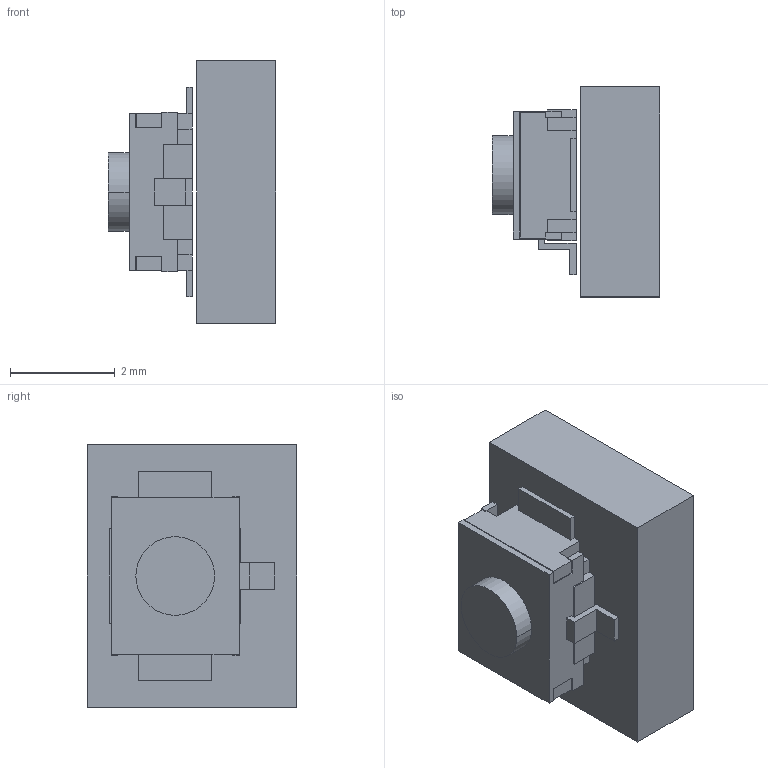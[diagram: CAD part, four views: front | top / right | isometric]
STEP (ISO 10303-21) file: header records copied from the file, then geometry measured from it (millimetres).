
FILE_DESCRIPTION (( 'STEP AP214' ), '1' );
FILE_NAME ('button_board.step', '2025-06-03T14:02:21', ( '' ), ( '' ), 'SwSTEP 2.0', 'SolidWorks 2025', '' );
FILE_SCHEMA (( 'AUTOMOTIVE_DESIGN' ));
Length unit declared in the file: inch
Products named in the file (5): Button_Breakout_PCB.step.step; button_board.step; button_board.step.step; B3U-1100P.step.step; button_board
Assembly tree (4 placements, depth 4):
  button_board
    button_board.step
      button_board.step.step
        B3U-1100P.step.step
        Button_Breakout_PCB.step.step
Bounding box: 3.19 x 4 x 5 mm (x, y, z)
Volume: 39.7 mm3; surface area: 104.4 mm2
Topology: 2 solids, 2 shells, 92 faces, 254 edges, 168 vertices
Faces by surface type: plane 90, cylinder 2
Entity records: 3024 total; most frequent: CARTESIAN_POINT 523, ORIENTED_EDGE 508, DIRECTION 460, EDGE_CURVE 254, LINE 250, VECTOR 250, VERTEX_POINT 168, AXIS2_PLACEMENT_3D 105
